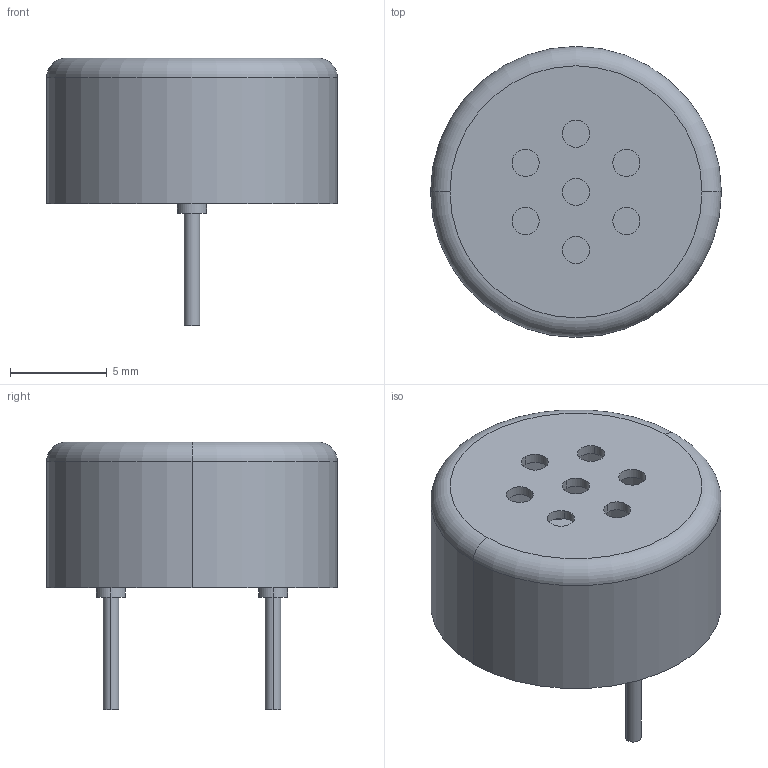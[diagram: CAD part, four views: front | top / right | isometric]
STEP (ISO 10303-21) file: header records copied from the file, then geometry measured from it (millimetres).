
FILE_DESCRIPTION((''),'2;1');
FILE_NAME('KSSG1508','2021-09-18T09:51:33',('fanchengpeng'),(''),'CREO PARAMETRIC BY PTC INC, 2018500','CREO PARAMETRIC BY PTC INC, 2018500','');
FILE_SCHEMA(('CONFIG_CONTROL_DESIGN'));
Length unit declared in the file: millimetre
Products named in the file (1): KSSG1508
Bounding box: 15 x 15 x 13.8 mm (x, y, z)
Volume: 319.5 mm3; surface area: 1298.1 mm2
Topology: 1 solids, 1 shells, 38 faces, 86 edges, 56 vertices
Faces by surface type: cylinder 26, plane 8, torus 4
Entity records: 1160 total; most frequent: DIRECTION 222, CARTESIAN_POINT 180, ORIENTED_EDGE 172, AXIS2_PLACEMENT_3D 98, EDGE_CURVE 86, CIRCLE 60, VERTEX_POINT 56, EDGE_LOOP 56
